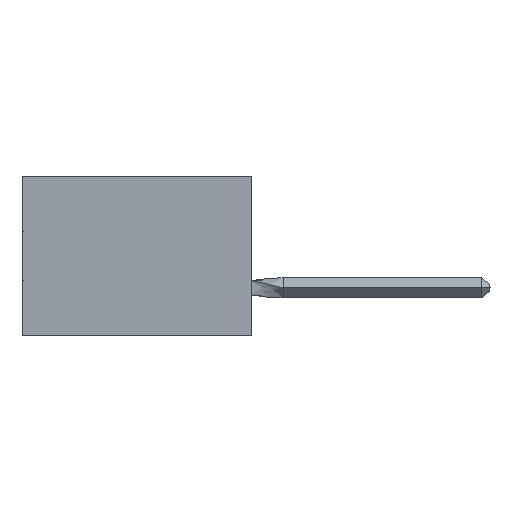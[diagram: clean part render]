
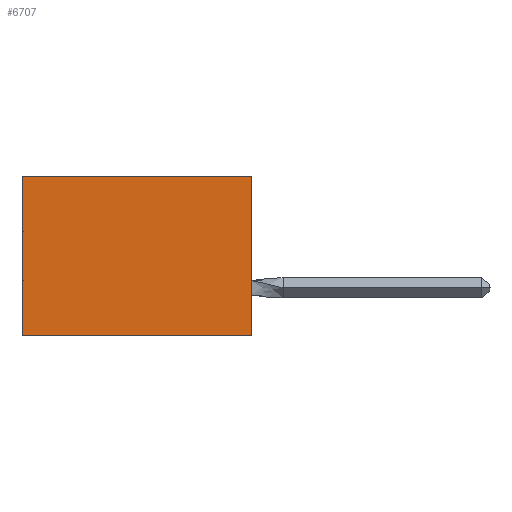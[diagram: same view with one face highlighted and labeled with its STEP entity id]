
A CAD part, left-side view. The second image highlights one B-rep face of the part: STEP entity #6707.
In plain terms, the highlighted planar face has unit normal (-1, 0, 0).
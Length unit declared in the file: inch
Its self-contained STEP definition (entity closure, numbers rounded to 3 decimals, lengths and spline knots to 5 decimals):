
#1193 = ORIENTED_EDGE ( 'NONE', *, *, #2463, .F. ) ;
#1564 = LINE ( 'NONE', #35225, #17639 ) ;
#2047 = EDGE_CURVE ( 'NONE', #19918, #15307, #26815, .T. ) ;
#2189 = DIRECTION ( 'NONE',  ( 0., 1., 0. ) ) ;
#2275 = DIRECTION ( 'NONE',  ( 0., 1., 0. ) ) ;
#2463 = EDGE_CURVE ( 'NONE', #11774, #13614, #1564, .T. ) ;
#4180 = CARTESIAN_POINT ( 'NONE',  ( 0.305, 0., -0.5 ) ) ;
#6707 = ADVANCED_FACE ( 'NONE', ( #41681 ), #39674, .F. ) ;
#8276 = ORIENTED_EDGE ( 'NONE', *, *, #44232, .T. ) ;
#10172 = DIRECTION ( 'NONE',  ( 0., 0., -1. ) ) ;
#10585 = CARTESIAN_POINT ( 'NONE',  ( 0.305, 0.72, 0. ) ) ;
#11774 = VERTEX_POINT ( 'NONE', #4180 ) ;
#13614 = VERTEX_POINT ( 'NONE', #25807 ) ;
#15307 = VERTEX_POINT ( 'NONE', #10585 ) ;
#15612 = LINE ( 'NONE', #17138, #43883 ) ;
#16243 = EDGE_CURVE ( 'NONE', #19918, #11774, #37030, .T. ) ;
#17138 = CARTESIAN_POINT ( 'NONE',  ( 0.305, 0.72, -0.5 ) ) ;
#17330 = CARTESIAN_POINT ( 'NONE',  ( 0.305, 0., -0.5 ) ) ;
#17602 = CARTESIAN_POINT ( 'NONE',  ( 0.305, 0., 0. ) ) ;
#17639 = VECTOR ( 'NONE', #2275, 39.37008 ) ;
#19918 = VERTEX_POINT ( 'NONE', #17602 ) ;
#20455 = ORIENTED_EDGE ( 'NONE', *, *, #16243, .F. ) ;
#21664 = VECTOR ( 'NONE', #2189, 39.37008 ) ;
#24194 = CARTESIAN_POINT ( 'NONE',  ( 0.305, 0., 0. ) ) ;
#25807 = CARTESIAN_POINT ( 'NONE',  ( 0.305, 0.72, -0.5 ) ) ;
#26815 = LINE ( 'NONE', #24194, #21664 ) ;
#27975 = AXIS2_PLACEMENT_3D ( 'NONE', #17330, #32092, #46986 ) ;
#32092 = DIRECTION ( 'NONE',  ( 1., 0., 0. ) ) ;
#32196 = ORIENTED_EDGE ( 'NONE', *, *, #2047, .T. ) ;
#35225 = CARTESIAN_POINT ( 'NONE',  ( 0.305, 0., -0.5 ) ) ;
#36399 = CARTESIAN_POINT ( 'NONE',  ( 0.305, 0., -0.5 ) ) ;
#37030 = LINE ( 'NONE', #36399, #42806 ) ;
#39674 = PLANE ( 'NONE',  #27975 ) ;
#40096 = EDGE_LOOP ( 'NONE', ( #8276, #1193, #20455, #32196 ) ) ;
#41681 = FACE_OUTER_BOUND ( 'NONE', #40096, .T. ) ;
#42806 = VECTOR ( 'NONE', #10172, 39.37008 ) ;
#43883 = VECTOR ( 'NONE', #47106, 39.37008 ) ;
#44232 = EDGE_CURVE ( 'NONE', #15307, #13614, #15612, .T. ) ;
#46986 = DIRECTION ( 'NONE',  ( 0., 0., -1. ) ) ;
#47106 = DIRECTION ( 'NONE',  ( 0., 0., -1. ) ) ;
